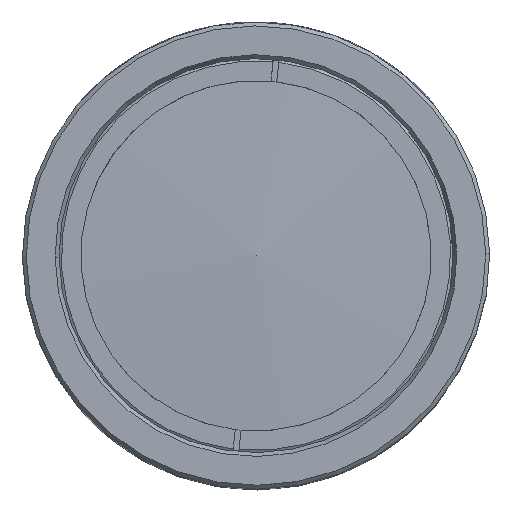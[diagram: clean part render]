
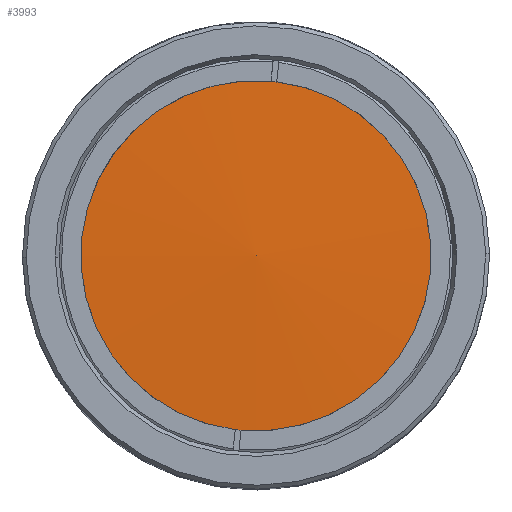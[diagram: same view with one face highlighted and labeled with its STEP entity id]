
A CAD part, top view. The second image highlights one B-rep face of the part: STEP entity #3993.
In plain terms, the highlighted spherical face has radius 197.7 mm.
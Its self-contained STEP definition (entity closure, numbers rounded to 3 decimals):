
#3993 = ADVANCED_FACE ( 'NONE', ( #11976 ), #11960, .T. ) ;
#3994 = EDGE_LOOP ( 'NONE', ( #3995, #3999 ) ) ;
#3995 = ORIENTED_EDGE ( 'NONE', *, *, #3996, .T. ) ;
#3996 = EDGE_CURVE ( 'NONE', #3997, #3998, #11956, .T. ) ;
#3997 = VERTEX_POINT ( 'NONE', #11951 ) ;
#3998 = VERTEX_POINT ( 'NONE', #12007 ) ;
#3999 = ORIENTED_EDGE ( 'NONE', *, *, #4000, .T. ) ;
#4000 = EDGE_CURVE ( 'NONE', #3998, #3997, #12005, .T. ) ;
#11951 = CARTESIAN_POINT ( 'NONE',  ( 12.7, 0., 19.895 ) ) ;
#11952 = DIRECTION ( 'NONE',  ( 1., 0., 0. ) ) ;
#11953 = DIRECTION ( 'NONE',  ( 0., 0., 1. ) ) ;
#11954 = CARTESIAN_POINT ( 'NONE',  ( 0., 0., 19.895 ) ) ;
#11955 = AXIS2_PLACEMENT_3D ( 'NONE', #11954, #11953, #11952 ) ;
#11956 = CIRCLE ( 'NONE', #11955, 12.7 ) ;
#11957 = DIRECTION ( 'NONE',  ( 0., 1., 0. ) ) ;
#11958 = DIRECTION ( 'NONE',  ( 0., 0., 1. ) ) ;
#11959 = AXIS2_PLACEMENT_3D ( 'NONE', #11961, #11958, #11957 ) ;
#11960 = SPHERICAL_SURFACE ( 'NONE', #11959, 197.7 ) ;
#11961 = CARTESIAN_POINT ( 'NONE',  ( 0., 0., -177.397 ) ) ;
#11976 = FACE_OUTER_BOUND ( 'NONE', #3994, .T. ) ;
#12001 = DIRECTION ( 'NONE',  ( 1., 0., 0. ) ) ;
#12002 = DIRECTION ( 'NONE',  ( 0., 0., 1. ) ) ;
#12003 = CARTESIAN_POINT ( 'NONE',  ( 0., 0., 19.895 ) ) ;
#12004 = AXIS2_PLACEMENT_3D ( 'NONE', #12003, #12002, #12001 ) ;
#12005 = CIRCLE ( 'NONE', #12004, 12.7 ) ;
#12007 = CARTESIAN_POINT ( 'NONE',  ( -12.7, 0., 19.895 ) ) ;
